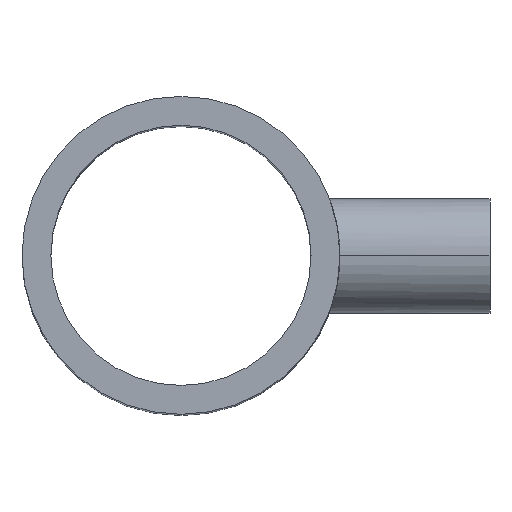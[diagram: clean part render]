
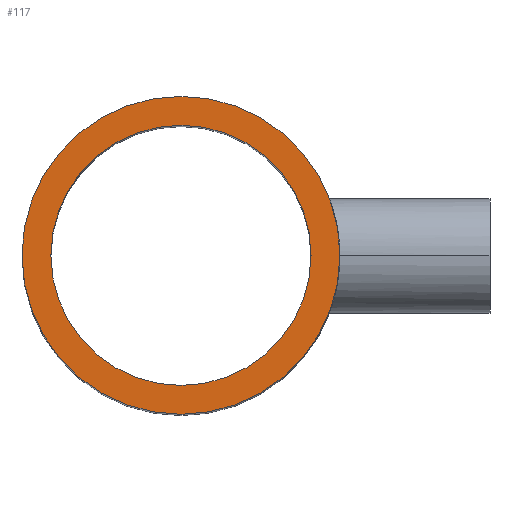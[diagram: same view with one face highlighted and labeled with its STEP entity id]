
A CAD part, top view. The second image highlights one B-rep face of the part: STEP entity #117.
In plain terms, the highlighted planar face has unit normal (0, 0, 1).
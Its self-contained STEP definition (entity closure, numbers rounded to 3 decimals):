
#1 = CARTESIAN_POINT ( 'NONE',  ( 125., 0., 295. ) ) ;
#7 = CARTESIAN_POINT ( 'NONE',  ( 102.3, 0., 295. ) ) ;
#30 = CARTESIAN_POINT ( 'NONE',  ( 0., 0., 295. ) ) ;
#36 = FACE_OUTER_BOUND ( 'NONE', #462, .T. ) ;
#41 = EDGE_CURVE ( 'NONE', #539, #614, #425, .T. ) ;
#75 = FACE_BOUND ( 'NONE', #321, .T. ) ;
#83 = CARTESIAN_POINT ( 'NONE',  ( 0., 0., 295. ) ) ;
#90 = VERTEX_POINT ( 'NONE', #537 ) ;
#116 = DIRECTION ( 'NONE',  ( 0., 0., 1. ) ) ;
#117 = ADVANCED_FACE ( 'NONE', ( #36, #75 ), #545, .T. ) ;
#120 = ORIENTED_EDGE ( 'NONE', *, *, #643, .T. ) ;
#190 = CIRCLE ( 'NONE', #244, 125. ) ;
#233 = DIRECTION ( 'NONE',  ( 1., 0., 0. ) ) ;
#244 = AXIS2_PLACEMENT_3D ( 'NONE', #274, #431, #233 ) ;
#269 = DIRECTION ( 'NONE',  ( 1., 0., 0. ) ) ;
#270 = AXIS2_PLACEMENT_3D ( 'NONE', #521, #116, #515 ) ;
#274 = CARTESIAN_POINT ( 'NONE',  ( 0., 0., 295. ) ) ;
#280 = AXIS2_PLACEMENT_3D ( 'NONE', #83, #482, #337 ) ;
#302 = DIRECTION ( 'NONE',  ( 1., 0., 0. ) ) ;
#321 = EDGE_LOOP ( 'NONE', ( #390, #488 ) ) ;
#328 = CIRCLE ( 'NONE', #415, 102.3 ) ;
#337 = DIRECTION ( 'NONE',  ( 1., 0., 0. ) ) ;
#390 = ORIENTED_EDGE ( 'NONE', *, *, #561, .F. ) ;
#410 = CARTESIAN_POINT ( 'NONE',  ( -125., 0., 295. ) ) ;
#415 = AXIS2_PLACEMENT_3D ( 'NONE', #612, #615, #302 ) ;
#425 = CIRCLE ( 'NONE', #280, 125. ) ;
#431 = DIRECTION ( 'NONE',  ( 0., 0., 1. ) ) ;
#462 = EDGE_LOOP ( 'NONE', ( #120, #569 ) ) ;
#478 = EDGE_CURVE ( 'NONE', #517, #90, #566, .T. ) ;
#482 = DIRECTION ( 'NONE',  ( 0., 0., 1. ) ) ;
#488 = ORIENTED_EDGE ( 'NONE', *, *, #478, .F. ) ;
#515 = DIRECTION ( 'NONE',  ( 1., 0., 0. ) ) ;
#517 = VERTEX_POINT ( 'NONE', #7 ) ;
#521 = CARTESIAN_POINT ( 'NONE',  ( 0., 0., 295. ) ) ;
#537 = CARTESIAN_POINT ( 'NONE',  ( -102.3, 0., 295. ) ) ;
#539 = VERTEX_POINT ( 'NONE', #1 ) ;
#545 = PLANE ( 'NONE',  #608 ) ;
#561 = EDGE_CURVE ( 'NONE', #90, #517, #328, .T. ) ;
#566 = CIRCLE ( 'NONE', #270, 102.3 ) ;
#569 = ORIENTED_EDGE ( 'NONE', *, *, #41, .T. ) ;
#608 = AXIS2_PLACEMENT_3D ( 'NONE', #30, #636, #269 ) ;
#612 = CARTESIAN_POINT ( 'NONE',  ( 0., 0., 295. ) ) ;
#614 = VERTEX_POINT ( 'NONE', #410 ) ;
#615 = DIRECTION ( 'NONE',  ( 0., 0., 1. ) ) ;
#636 = DIRECTION ( 'NONE',  ( 0., 0., 1. ) ) ;
#643 = EDGE_CURVE ( 'NONE', #614, #539, #190, .T. ) ;
